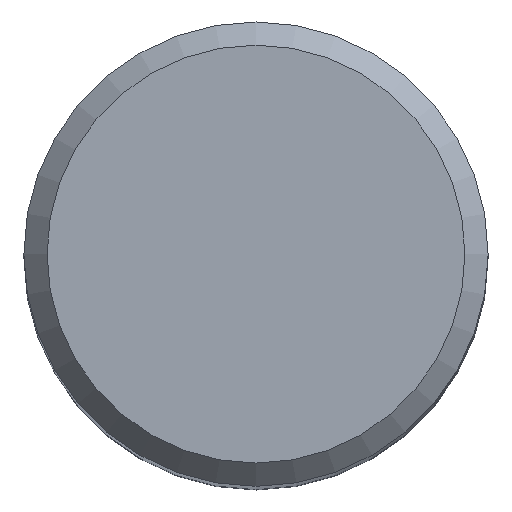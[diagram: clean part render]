
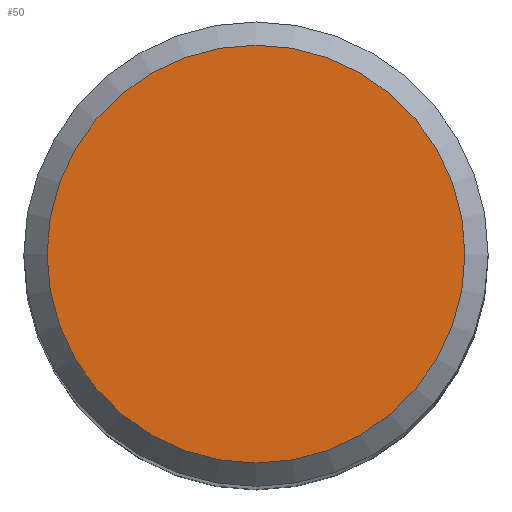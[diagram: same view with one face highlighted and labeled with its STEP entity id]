
A CAD part, top view. The second image highlights one B-rep face of the part: STEP entity #50.
In plain terms, the highlighted free-form (B-spline) face has degree [1, 1] with [2, 2] control points.
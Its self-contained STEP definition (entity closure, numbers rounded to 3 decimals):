
#10 = VERTEX_POINT('', #11);
#11 = CARTESIAN_POINT('', (-9., 0., 0.));
#17 = EDGE_CURVE('', #10, #10, #18, .T.);
#18 = CIRCLE('', #19, 9.);
#19 = AXIS2_PLACEMENT_3D('', #20, #21, #22);
#20 = CARTESIAN_POINT('', (0., 0., 0.));
#21 = DIRECTION('', (0., 0., -1.));
#22 = DIRECTION('', (-1., 0., 0.));
#50 = ADVANCED_FACE('', (#51), #54, .T.);
#51 = FACE_OUTER_BOUND('', #52, .T.);
#52 = EDGE_LOOP('', (#53));
#53 = ORIENTED_EDGE('', *, *, #17, .F.);
#54 = B_SPLINE_SURFACE_WITH_KNOTS('', 1, 1, ((#55, #56), (#57, #58)), .UNSPECIFIED., .F., .F., .U., (2, 2), (2, 2), (0.045, 0.955), (0.045, 0.955), .UNSPECIFIED.);
#55 = CARTESIAN_POINT('', (9., -9., 0.));
#56 = CARTESIAN_POINT('', (-9., -9., 0.));
#57 = CARTESIAN_POINT('', (9., 9., 0.));
#58 = CARTESIAN_POINT('', (-9., 9., 0.));
